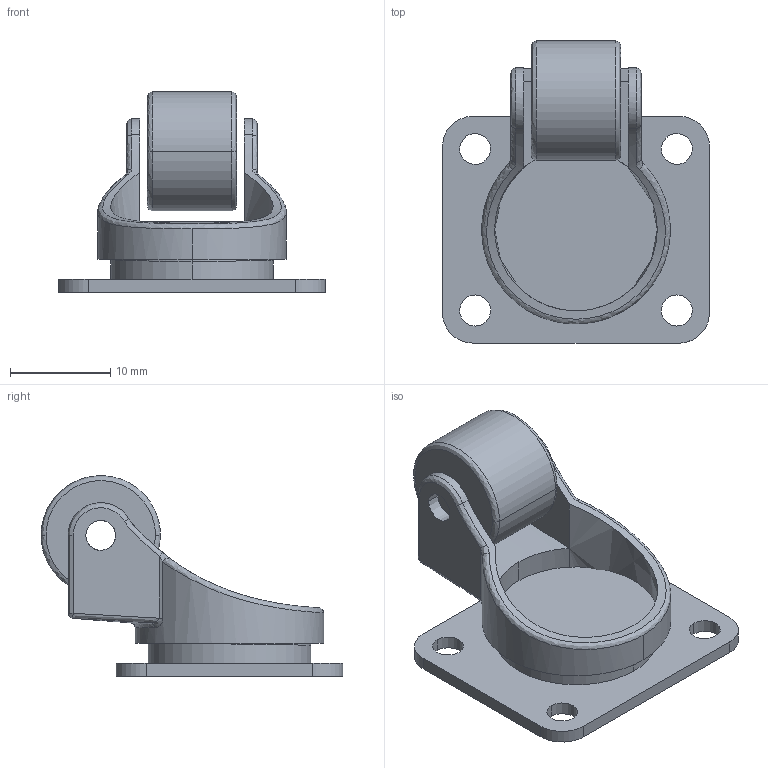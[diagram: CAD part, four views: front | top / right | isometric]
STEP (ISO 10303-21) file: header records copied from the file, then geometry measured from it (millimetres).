
FILE_DESCRIPTION(/* description */ (''),/* implementation_level */ '2;1');
FILE_NAME(/* name */ 'front-wheel',/* time_stamp */ '2025-04-07T11:26:15+02:00',/* author */ (''),/* organization */ (''),/* preprocessor_version */ 'ST-DEVELOPER v16.5',/* originating_system */ 'Rhino 7.38',/* authorisation */ '');
FILE_SCHEMA (('CONFIG_CONTROL_DESIGN'));
Length unit declared in the file: millimetre
Products named in the file (1): Document
Bounding box: 26.6 x 30.1 x 19.99 mm (x, y, z)
Volume: 2262 mm3; surface area: 3727.7 mm2
Topology: 3 solids, 4 shells, 76 faces, 182 edges, 112 vertices
Faces by surface type: cylinder 32, bspline 25, plane 19
Entity records: 2807 total; most frequent: CARTESIAN_POINT 1617, ORIENTED_EDGE 358, EDGE_CURVE 182, VERTEX_POINT 112, EDGE_LOOP 90, ADVANCED_FACE 76, FACE_OUTER_BOUND 76, DIRECTION 57
